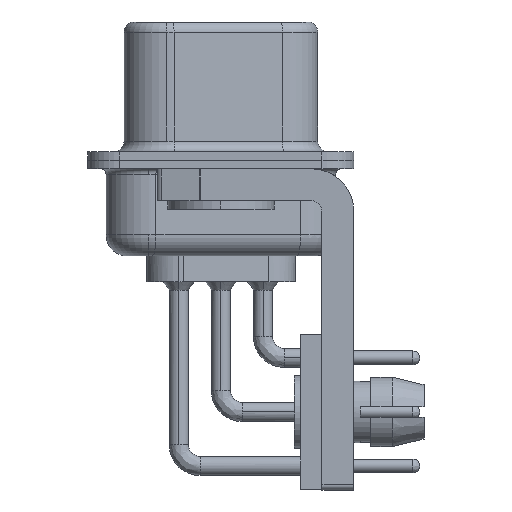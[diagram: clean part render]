
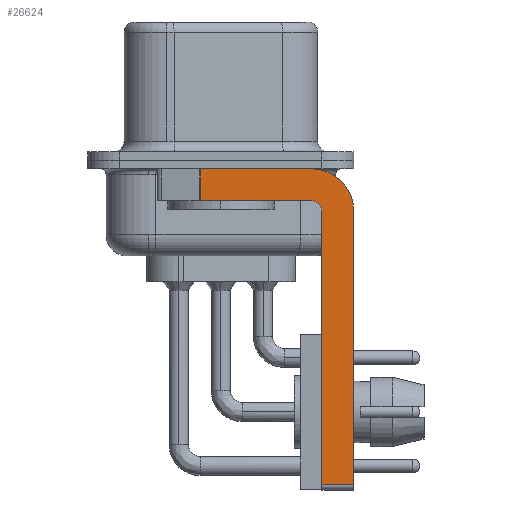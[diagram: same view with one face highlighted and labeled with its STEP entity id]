
A CAD part, left-side view. The second image highlights one B-rep face of the part: STEP entity #26624.
In plain terms, the highlighted planar face has unit normal (-1, 0, 0).
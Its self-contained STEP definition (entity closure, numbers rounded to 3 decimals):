
#102 = ORIENTED_EDGE ( 'NONE', *, *, #7974, .T. ) ;
#480 = CARTESIAN_POINT ( 'NONE',  ( -2.9, -4.25, -0.4 ) ) ;
#552 = EDGE_CURVE ( 'NONE', #14255, #16217, #21650, .T. ) ;
#662 = EDGE_CURVE ( 'NONE', #7857, #4000, #14275, .T. ) ;
#915 = ORIENTED_EDGE ( 'NONE', *, *, #552, .F. ) ;
#937 = ORIENTED_EDGE ( 'NONE', *, *, #22257, .F. ) ;
#946 = CARTESIAN_POINT ( 'NONE',  ( -2.9, 0.978, -0.4 ) ) ;
#1047 = CARTESIAN_POINT ( 'NONE',  ( -2.9, -4.75, -15.25 ) ) ;
#1133 = DIRECTION ( 'NONE',  ( 1., 0., 0. ) ) ;
#1508 = ORIENTED_EDGE ( 'NONE', *, *, #31334, .T. ) ;
#1719 = CARTESIAN_POINT ( 'NONE',  ( -2.9, -4.25, -1.9 ) ) ;
#1856 = DIRECTION ( 'NONE',  ( 0., -1., 0. ) ) ;
#2740 = CIRCLE ( 'NONE', #12631, 0.5 ) ;
#3248 = CARTESIAN_POINT ( 'NONE',  ( -2.9, -4.25, -2.4 ) ) ;
#4000 = VERTEX_POINT ( 'NONE', #10140 ) ;
#5152 = PLANE ( 'NONE',  #17600 ) ;
#5850 = DIRECTION ( 'NONE',  ( 0., 0., 1. ) ) ;
#7857 = VERTEX_POINT ( 'NONE', #31993 ) ;
#7974 = EDGE_CURVE ( 'NONE', #14705, #16217, #18346, .T. ) ;
#8332 = LINE ( 'NONE', #10733, #27776 ) ;
#8563 = VERTEX_POINT ( 'NONE', #480 ) ;
#9095 = EDGE_CURVE ( 'NONE', #22877, #19045, #8332, .T. ) ;
#10140 = CARTESIAN_POINT ( 'NONE',  ( -2.9, -6.25, -15.25 ) ) ;
#10388 = DIRECTION ( 'NONE',  ( 0., 0., -1. ) ) ;
#10733 = CARTESIAN_POINT ( 'NONE',  ( -2.9, -4.75, -15.5 ) ) ;
#10750 = ORIENTED_EDGE ( 'NONE', *, *, #9095, .F. ) ;
#11130 = EDGE_LOOP ( 'NONE', ( #30492, #102, #915, #937, #10750, #1508, #14173, #21244 ) ) ;
#11468 = EDGE_CURVE ( 'NONE', #8563, #7857, #18937, .T. ) ;
#12326 = LINE ( 'NONE', #32409, #17469 ) ;
#12631 = AXIS2_PLACEMENT_3D ( 'NONE', #3248, #21193, #5850 ) ;
#12759 = DIRECTION ( 'NONE',  ( 0., -1., 0. ) ) ;
#14173 = ORIENTED_EDGE ( 'NONE', *, *, #662, .F. ) ;
#14255 = VERTEX_POINT ( 'NONE', #1719 ) ;
#14275 = LINE ( 'NONE', #26604, #26908 ) ;
#14705 = VERTEX_POINT ( 'NONE', #946 ) ;
#14911 = VECTOR ( 'NONE', #28530, 1000. ) ;
#16081 = EDGE_CURVE ( 'NONE', #14705, #8563, #12326, .T. ) ;
#16217 = VERTEX_POINT ( 'NONE', #32966 ) ;
#16646 = CARTESIAN_POINT ( 'NONE',  ( -2.9, -4.25, -2.4 ) ) ;
#17469 = VECTOR ( 'NONE', #1856, 1000. ) ;
#17600 = AXIS2_PLACEMENT_3D ( 'NONE', #23034, #25585, #10388 ) ;
#18346 = LINE ( 'NONE', #26346, #25129 ) ;
#18937 = CIRCLE ( 'NONE', #31952, 2. ) ;
#19045 = VERTEX_POINT ( 'NONE', #29128 ) ;
#19205 = DIRECTION ( 'NONE',  ( 0., 0., -1. ) ) ;
#21193 = DIRECTION ( 'NONE',  ( -1., 0., 0. ) ) ;
#21244 = ORIENTED_EDGE ( 'NONE', *, *, #11468, .F. ) ;
#21650 = LINE ( 'NONE', #27890, #14911 ) ;
#22257 = EDGE_CURVE ( 'NONE', #19045, #14255, #2740, .T. ) ;
#22877 = VERTEX_POINT ( 'NONE', #1047 ) ;
#23034 = CARTESIAN_POINT ( 'NONE',  ( -2.9, -4.25, -2.4 ) ) ;
#23950 = VECTOR ( 'NONE', #12759, 1000. ) ;
#25129 = VECTOR ( 'NONE', #25511, 1000. ) ;
#25277 = CARTESIAN_POINT ( 'NONE',  ( -2.9, -4.25, -15.25 ) ) ;
#25511 = DIRECTION ( 'NONE',  ( 0., 0., -1. ) ) ;
#25585 = DIRECTION ( 'NONE',  ( 1., 0., 0. ) ) ;
#25745 = FACE_OUTER_BOUND ( 'NONE', #11130, .T. ) ;
#26346 = CARTESIAN_POINT ( 'NONE',  ( -2.9, 0.978, -1.9 ) ) ;
#26396 = DIRECTION ( 'NONE',  ( 0., 0., -1. ) ) ;
#26604 = CARTESIAN_POINT ( 'NONE',  ( -2.9, -6.25, -2.4 ) ) ;
#26624 = ADVANCED_FACE ( 'NONE', ( #25745 ), #5152, .F. ) ;
#26908 = VECTOR ( 'NONE', #26396, 1000. ) ;
#27776 = VECTOR ( 'NONE', #28403, 1000. ) ;
#27890 = CARTESIAN_POINT ( 'NONE',  ( -2.9, -4.25, -1.9 ) ) ;
#28403 = DIRECTION ( 'NONE',  ( 0., 0., 1. ) ) ;
#28530 = DIRECTION ( 'NONE',  ( 0., 1., 0. ) ) ;
#29128 = CARTESIAN_POINT ( 'NONE',  ( -2.9, -4.75, -2.4 ) ) ;
#30492 = ORIENTED_EDGE ( 'NONE', *, *, #16081, .F. ) ;
#31334 = EDGE_CURVE ( 'NONE', #22877, #4000, #31373, .T. ) ;
#31373 = LINE ( 'NONE', #25277, #23950 ) ;
#31952 = AXIS2_PLACEMENT_3D ( 'NONE', #16646, #1133, #19205 ) ;
#31993 = CARTESIAN_POINT ( 'NONE',  ( -2.9, -6.25, -2.4 ) ) ;
#32409 = CARTESIAN_POINT ( 'NONE',  ( -2.9, 3., -0.4 ) ) ;
#32966 = CARTESIAN_POINT ( 'NONE',  ( -2.9, 0.978, -1.9 ) ) ;
